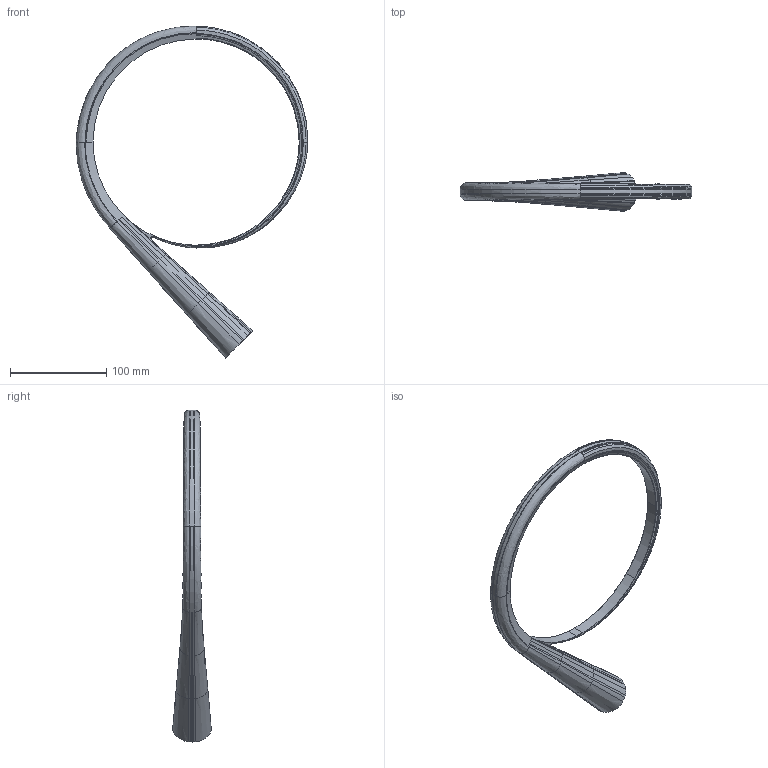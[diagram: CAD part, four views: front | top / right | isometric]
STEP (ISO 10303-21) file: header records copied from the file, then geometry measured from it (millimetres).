
FILE_DESCRIPTION((''),'2;1');
FILE_NAME('VOL-7','2008-12-19T',('Administrator'),(''),'PRO/ENGINEER BY PARAMETRIC TECHNOLOGY CORPORATION, 2006010','PRO/ENGINEER BY PARAMETRIC TECHNOLOGY CORPORATION, 2006010','');
FILE_SCHEMA(('CONFIG_CONTROL_DESIGN'));
Length unit declared in the file: millimetre
Products named in the file (1): VOL-7
Bounding box: 240.5 x 40 x 344.65 mm (x, y, z)
Volume: 240471.2 mm3; surface area: 49972.1 mm2
Topology: 1 solids, 2 shells, 190 faces, 464 edges, 274 vertices
Faces by surface type: bspline 184, plane 3, cylinder 2, extrusion 1
Entity records: 9134 total; most frequent: CARTESIAN_POINT 5965, ORIENTED_EDGE 908, EDGE_CURVE 464, B_SPLINE_CURVE_WITH_KNOTS 354, VERTEX_POINT 274, EDGE_LOOP 190, FACE_OUTER_BOUND 190, ADVANCED_FACE 190
